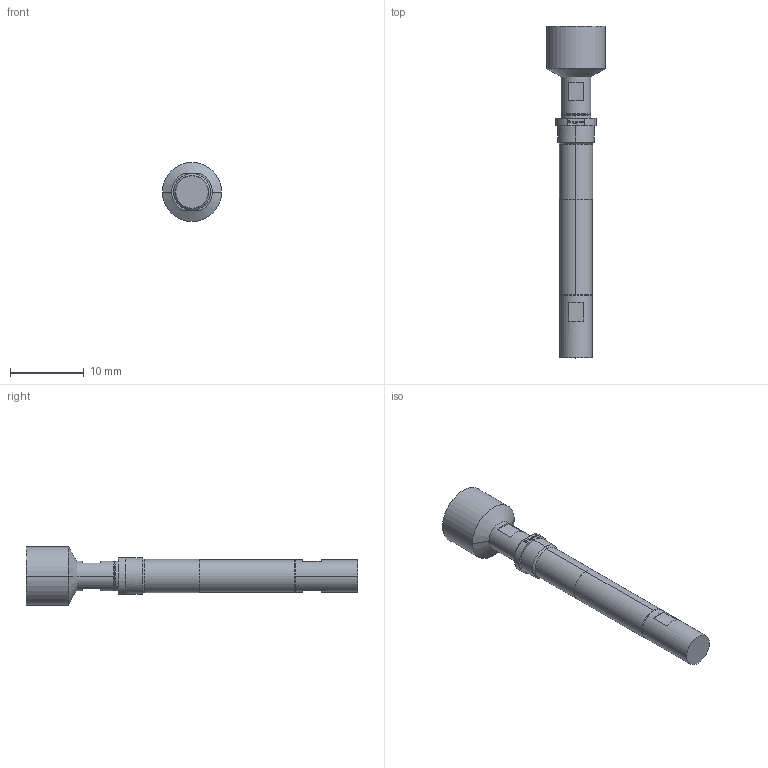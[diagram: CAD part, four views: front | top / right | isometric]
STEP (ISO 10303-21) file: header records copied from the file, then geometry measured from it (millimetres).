
FILE_DESCRIPTION (( 'STEP AP203' ), '1' );
FILE_NAME ('INGUN_HFS-8x0_308_180_A_xx43_E_M.STEP', '2022-04-26T12:36:50', ( 'ochi' ), ( '' ), 'SwSTEP 2.0', 'SolidWorks 2018', '' );
FILE_SCHEMA (( 'CONFIG_CONTROL_DESIGN' ));
Length unit declared in the file: millimetre
Products named in the file (1): INGUN_HFS-8x0_308_180_A_xx43_E_M
Bounding box: 8 x 45 x 8 mm (x, y, z)
Volume: 732 mm3; surface area: 917.3 mm2
Topology: 1 solids, 1 shells, 137 faces, 326 edges, 207 vertices
Faces by surface type: plane 74, cylinder 45, cone 16, torus 2
Entity records: 4027 total; most frequent: DIRECTION 712, CARTESIAN_POINT 688, ORIENTED_EDGE 648, EDGE_CURVE 324, AXIS2_PLACEMENT_3D 253, VERTEX_POINT 207, VECTOR 206, LINE 206
